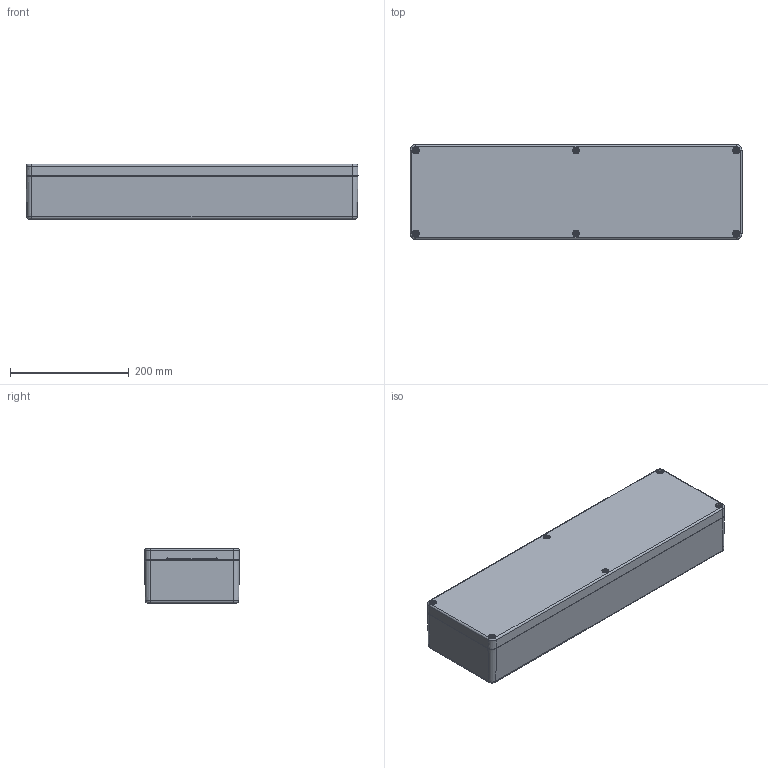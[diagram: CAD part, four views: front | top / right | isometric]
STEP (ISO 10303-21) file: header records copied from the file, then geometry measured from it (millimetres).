
FILE_DESCRIPTION((''),'2;1');
FILE_NAME('3211101950-MBP-Ex-leer_561690_VE.stp','2014-05-21T11:15:54',('robin.rentz'),(''),'Autodesk Inventor 2012','Autodesk Inventor 2012','');
FILE_SCHEMA(('AUTOMOTIVE_DESIGN { 1 0 10303 214 1 1 1 1 }'));
Length unit declared in the file: millimetre
Products named in the file (5): 3211101950-MBP-Ex-leer_561690_VE; 3211101950-UT_561690_VE; 3211101950-OT_561690_VE; Schraube BM 6x30; xxx-O-Ring-MBP_561690
Assembly tree (9 placements, depth 2):
  3211101950-MBP-Ex-leer_561690_VE
    3211101950-UT_561690_VE
    3211101950-OT_561690_VE
    Schraube BM 6x30  x6
    xxx-O-Ring-MBP_561690
Bounding box: 559.99 x 159.99 x 93.5 mm (x, y, z)
Volume: 1851733.7 mm3; surface area: 652450.5 mm2
Topology: 9 solids, 9 shells, 1619 faces, 3962 edges, 2436 vertices
Faces by surface type: plane 534, cylinder 356, torus 326, bspline 227, cone 170, sphere 6
Full cylindrical faces by diameter (mm): 4.917 x12, 5 x6, 6 x6, 6.5 x10, 7 x4, 7.5 x6, 10 x6, 11 x6, 12 x4
Entity records: 42382 total; most frequent: CARTESIAN_POINT 10680, ORIENTED_EDGE 6572, DIRECTION 6340, EDGE_CURVE 3286, AXIS2_PLACEMENT_3D 2368, VERTEX_POINT 2072, EDGE_LOOP 1606, VECTOR 1604
